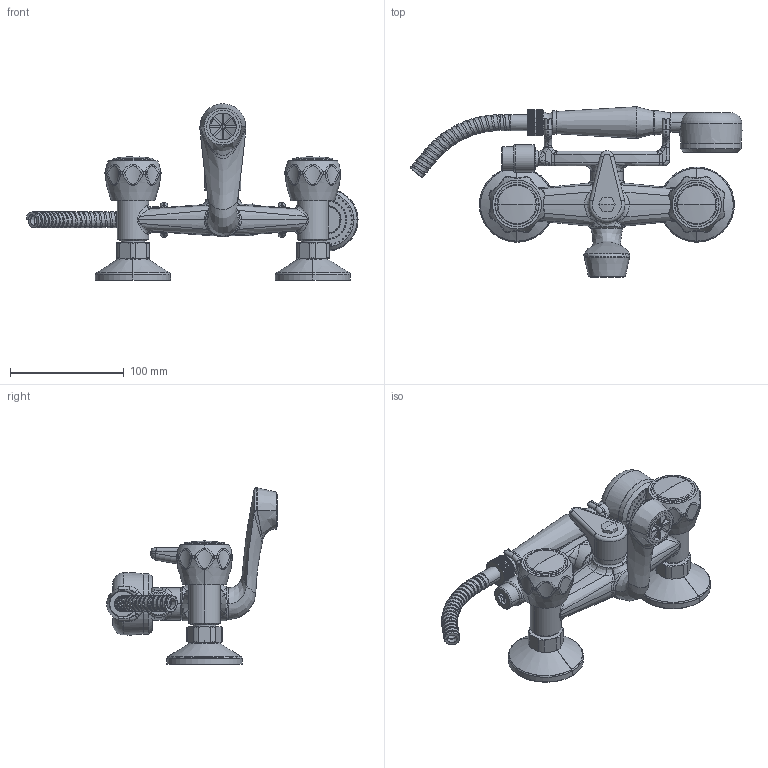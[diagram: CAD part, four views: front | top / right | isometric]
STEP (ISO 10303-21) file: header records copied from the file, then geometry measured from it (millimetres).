
FILE_DESCRIPTION((''),'2;1');
FILE_NAME('DA922CR','2021-11-09T11:37:26',('ut3'),('PAFFONI SpA'),'CREO PARAMETRIC BY PTC INC, 2020044','CREO PARAMETRIC BY PTC INC, 2020044','');
FILE_SCHEMA(('CONFIG_CONTROL_DESIGN','SHAPE_APPEARANCE_LAYERS_GROUPS'));
Length unit declared in the file: millimetre
Products named in the file (1): DA922CR
Bounding box: 291.69 x 150 x 154.99 mm (x, y, z)
Volume: 466750.9 mm3; surface area: 155431.1 mm2
Topology: 4 solids, 4 shells, 1799 faces, 4326 edges, 2691 vertices
Faces by surface type: plane 647, cylinder 596, bspline 287, cone 156, torus 100, sphere 13
Entity records: 98754 total; most frequent: CARTESIAN_POINT 45095, ORIENTED_EDGE 8614, DIRECTION 8290, EDGE_CURVE 4307, AXIS2_PLACEMENT_3D 3276, VERTEX_POINT 2688, EDGE_LOOP 2017, FILL_AREA_STYLE_COLOUR 1863
